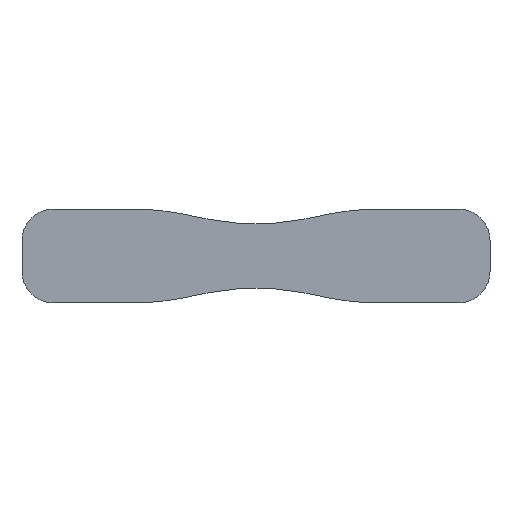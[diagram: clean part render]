
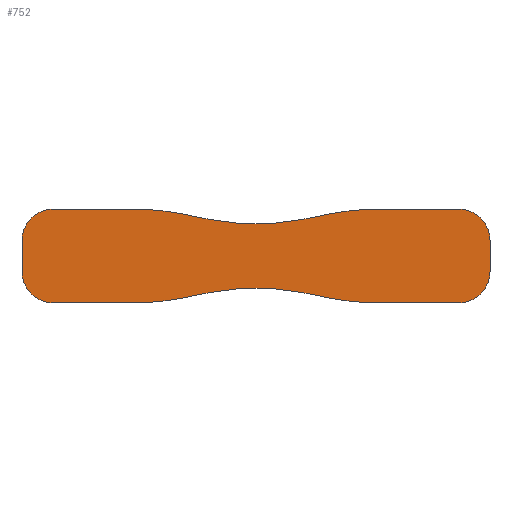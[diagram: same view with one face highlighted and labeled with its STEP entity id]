
A CAD part, front view. The second image highlights one B-rep face of the part: STEP entity #752.
In plain terms, the highlighted planar face has unit normal (0, -1, 0).
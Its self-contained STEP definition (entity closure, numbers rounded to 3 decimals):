
#126=CIRCLE('',#837,2.);
#128=CIRCLE('',#841,2.);
#130=CIRCLE('',#845,15.);
#132=CIRCLE('',#849,15.);
#134=CIRCLE('',#853,15.);
#136=CIRCLE('',#857,2.);
#138=CIRCLE('',#861,2.);
#140=CIRCLE('',#865,15.);
#142=CIRCLE('',#869,15.);
#144=CIRCLE('',#873,15.);
#196=FACE_OUTER_BOUND('',#234,.T.);
#234=EDGE_LOOP('',(#627,#628,#629,#630,#631,#632,#633,#634,#635,#636,#637,
#638,#639,#640,#641,#642,#643,#644,#645,#646));
#253=LINE('',#1175,#317);
#257=LINE('',#1187,#321);
#261=LINE('',#1199,#325);
#265=LINE('',#1211,#329);
#269=LINE('',#1223,#333);
#273=LINE('',#1235,#337);
#277=LINE('',#1247,#341);
#281=LINE('',#1259,#345);
#285=LINE('',#1271,#349);
#289=LINE('',#1283,#353);
#317=VECTOR('',#930,10.);
#321=VECTOR('',#942,10.);
#325=VECTOR('',#954,10.);
#329=VECTOR('',#966,10.);
#333=VECTOR('',#978,10.);
#337=VECTOR('',#990,10.);
#341=VECTOR('',#1002,10.);
#345=VECTOR('',#1014,10.);
#349=VECTOR('',#1026,10.);
#353=VECTOR('',#1038,10.);
#381=VERTEX_POINT('',#1172);
#382=VERTEX_POINT('',#1174);
#384=VERTEX_POINT('',#1180);
#386=VERTEX_POINT('',#1186);
#388=VERTEX_POINT('',#1192);
#390=VERTEX_POINT('',#1198);
#392=VERTEX_POINT('',#1204);
#394=VERTEX_POINT('',#1210);
#396=VERTEX_POINT('',#1216);
#398=VERTEX_POINT('',#1222);
#400=VERTEX_POINT('',#1228);
#402=VERTEX_POINT('',#1234);
#404=VERTEX_POINT('',#1240);
#406=VERTEX_POINT('',#1246);
#408=VERTEX_POINT('',#1252);
#410=VERTEX_POINT('',#1258);
#412=VERTEX_POINT('',#1264);
#414=VERTEX_POINT('',#1270);
#416=VERTEX_POINT('',#1276);
#418=VERTEX_POINT('',#1282);
#439=EDGE_CURVE('',#382,#381,#253,.T.);
#442=EDGE_CURVE('',#384,#382,#126,.T.);
#445=EDGE_CURVE('',#386,#384,#257,.T.);
#448=EDGE_CURVE('',#388,#386,#128,.T.);
#451=EDGE_CURVE('',#390,#388,#261,.T.);
#454=EDGE_CURVE('',#392,#390,#130,.T.);
#457=EDGE_CURVE('',#394,#392,#265,.T.);
#460=EDGE_CURVE('',#396,#394,#132,.T.);
#463=EDGE_CURVE('',#398,#396,#269,.T.);
#466=EDGE_CURVE('',#400,#398,#134,.T.);
#469=EDGE_CURVE('',#402,#400,#273,.T.);
#472=EDGE_CURVE('',#404,#402,#136,.T.);
#475=EDGE_CURVE('',#406,#404,#277,.T.);
#478=EDGE_CURVE('',#408,#406,#138,.T.);
#481=EDGE_CURVE('',#410,#408,#281,.T.);
#484=EDGE_CURVE('',#412,#410,#140,.T.);
#487=EDGE_CURVE('',#414,#412,#285,.T.);
#490=EDGE_CURVE('',#416,#414,#142,.T.);
#493=EDGE_CURVE('',#418,#416,#289,.T.);
#496=EDGE_CURVE('',#381,#418,#144,.T.);
#627=ORIENTED_EDGE('',*,*,#496,.T.);
#628=ORIENTED_EDGE('',*,*,#493,.T.);
#629=ORIENTED_EDGE('',*,*,#490,.T.);
#630=ORIENTED_EDGE('',*,*,#487,.T.);
#631=ORIENTED_EDGE('',*,*,#484,.T.);
#632=ORIENTED_EDGE('',*,*,#481,.T.);
#633=ORIENTED_EDGE('',*,*,#478,.T.);
#634=ORIENTED_EDGE('',*,*,#475,.T.);
#635=ORIENTED_EDGE('',*,*,#472,.T.);
#636=ORIENTED_EDGE('',*,*,#469,.T.);
#637=ORIENTED_EDGE('',*,*,#466,.T.);
#638=ORIENTED_EDGE('',*,*,#463,.T.);
#639=ORIENTED_EDGE('',*,*,#460,.T.);
#640=ORIENTED_EDGE('',*,*,#457,.T.);
#641=ORIENTED_EDGE('',*,*,#454,.T.);
#642=ORIENTED_EDGE('',*,*,#451,.T.);
#643=ORIENTED_EDGE('',*,*,#448,.T.);
#644=ORIENTED_EDGE('',*,*,#445,.T.);
#645=ORIENTED_EDGE('',*,*,#442,.T.);
#646=ORIENTED_EDGE('',*,*,#439,.T.);
#718=PLANE('',#875);
#752=ADVANCED_FACE('',(#196),#718,.F.);
#837=AXIS2_PLACEMENT_3D('',#1181,#936,#937);
#841=AXIS2_PLACEMENT_3D('',#1193,#948,#949);
#845=AXIS2_PLACEMENT_3D('',#1205,#960,#961);
#849=AXIS2_PLACEMENT_3D('',#1217,#972,#973);
#853=AXIS2_PLACEMENT_3D('',#1229,#984,#985);
#857=AXIS2_PLACEMENT_3D('',#1241,#996,#997);
#861=AXIS2_PLACEMENT_3D('',#1253,#1008,#1009);
#865=AXIS2_PLACEMENT_3D('',#1265,#1020,#1021);
#869=AXIS2_PLACEMENT_3D('',#1277,#1032,#1033);
#873=AXIS2_PLACEMENT_3D('',#1287,#1044,#1045);
#875=AXIS2_PLACEMENT_3D('',#1289,#1048,#1049);
#930=DIRECTION('',(1.,0.,0.));
#936=DIRECTION('center_axis',(0.,-1.,0.));
#937=DIRECTION('ref_axis',(0.,0.,-1.));
#942=DIRECTION('',(0.,0.,-1.));
#948=DIRECTION('center_axis',(0.,-1.,0.));
#949=DIRECTION('ref_axis',(-1.,0.,0.));
#954=DIRECTION('',(-1.,0.,0.));
#960=DIRECTION('center_axis',(0.,-1.,0.));
#961=DIRECTION('ref_axis',(0.,0.,1.));
#966=DIRECTION('',(-0.981,0.,0.196));
#972=DIRECTION('center_axis',(0.,1.,0.));
#973=DIRECTION('ref_axis',(-0.196,0.,0.981));
#978=DIRECTION('',(-0.981,0.,-0.196));
#984=DIRECTION('center_axis',(0.,-1.,0.));
#985=DIRECTION('ref_axis',(-0.196,0.,0.981));
#990=DIRECTION('',(-1.,0.,0.));
#996=DIRECTION('center_axis',(0.,-1.,0.));
#997=DIRECTION('ref_axis',(0.,0.,1.));
#1002=DIRECTION('',(0.,0.,1.));
#1008=DIRECTION('center_axis',(0.,-1.,0.));
#1009=DIRECTION('ref_axis',(1.,0.,0.));
#1014=DIRECTION('',(1.,0.,0.));
#1020=DIRECTION('center_axis',(0.,-1.,0.));
#1021=DIRECTION('ref_axis',(0.,0.,-1.));
#1026=DIRECTION('',(0.981,0.,-0.196));
#1032=DIRECTION('center_axis',(0.,1.,0.));
#1033=DIRECTION('ref_axis',(0.196,0.,-0.981));
#1038=DIRECTION('',(0.981,0.,0.196));
#1044=DIRECTION('center_axis',(0.,-1.,0.));
#1045=DIRECTION('ref_axis',(0.196,0.,-0.981));
#1048=DIRECTION('center_axis',(0.,1.,0.));
#1049=DIRECTION('ref_axis',(0.,0.,1.));
#1172=CARTESIAN_POINT('',(-7.735,-0.4,-3.));
#1174=CARTESIAN_POINT('',(-13.,-0.4,-3.));
#1175=CARTESIAN_POINT('',(-7.735,-0.4,-3.));
#1180=CARTESIAN_POINT('',(-15.,-0.4,-1.));
#1181=CARTESIAN_POINT('Origin',(-13.,-0.4,-1.));
#1186=CARTESIAN_POINT('',(-15.,-0.4,1.));
#1187=CARTESIAN_POINT('',(-15.,-0.4,-1.));
#1192=CARTESIAN_POINT('',(-13.,-0.4,3.));
#1193=CARTESIAN_POINT('Origin',(-13.,-0.4,1.));
#1198=CARTESIAN_POINT('',(-7.735,-0.4,3.));
#1199=CARTESIAN_POINT('',(-13.,-0.4,3.));
#1204=CARTESIAN_POINT('',(-4.794,-0.4,2.709));
#1205=CARTESIAN_POINT('Origin',(-7.735,-0.4,-12.));
#1210=CARTESIAN_POINT('',(-2.942,-0.4,2.338));
#1211=CARTESIAN_POINT('',(-4.794,-0.4,2.709));
#1216=CARTESIAN_POINT('',(2.942,-0.4,2.338));
#1217=CARTESIAN_POINT('Origin',(0.,-0.4,17.047));
#1222=CARTESIAN_POINT('',(4.794,-0.4,2.709));
#1223=CARTESIAN_POINT('',(2.942,-0.4,2.338));
#1228=CARTESIAN_POINT('',(7.735,-0.4,3.));
#1229=CARTESIAN_POINT('Origin',(7.735,-0.4,-12.));
#1234=CARTESIAN_POINT('',(13.,-0.4,3.));
#1235=CARTESIAN_POINT('',(7.735,-0.4,3.));
#1240=CARTESIAN_POINT('',(15.,-0.4,1.));
#1241=CARTESIAN_POINT('Origin',(13.,-0.4,1.));
#1246=CARTESIAN_POINT('',(15.,-0.4,-1.));
#1247=CARTESIAN_POINT('',(15.,-0.4,1.));
#1252=CARTESIAN_POINT('',(13.,-0.4,-3.));
#1253=CARTESIAN_POINT('Origin',(13.,-0.4,-1.));
#1258=CARTESIAN_POINT('',(7.735,-0.4,-3.));
#1259=CARTESIAN_POINT('',(13.,-0.4,-3.));
#1264=CARTESIAN_POINT('',(4.794,-0.4,-2.709));
#1265=CARTESIAN_POINT('Origin',(7.735,-0.4,12.));
#1270=CARTESIAN_POINT('',(2.942,-0.4,-2.338));
#1271=CARTESIAN_POINT('',(4.794,-0.4,-2.709));
#1276=CARTESIAN_POINT('',(-2.942,-0.4,-2.338));
#1277=CARTESIAN_POINT('Origin',(0.,-0.4,-17.047));
#1282=CARTESIAN_POINT('',(-4.794,-0.4,-2.709));
#1283=CARTESIAN_POINT('',(-2.942,-0.4,-2.338));
#1287=CARTESIAN_POINT('Origin',(-7.735,-0.4,12.));
#1289=CARTESIAN_POINT('Origin',(0.,-0.4,0.));
